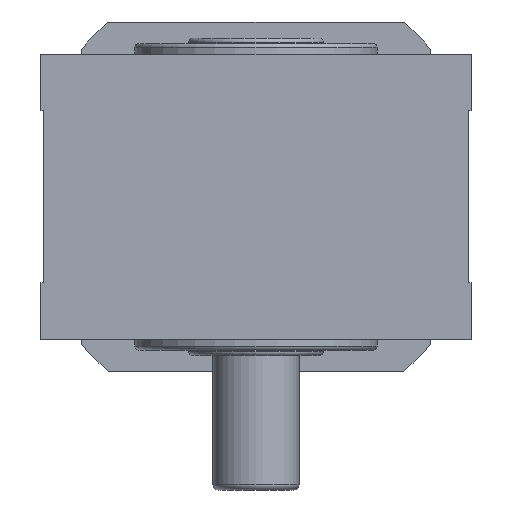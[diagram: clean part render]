
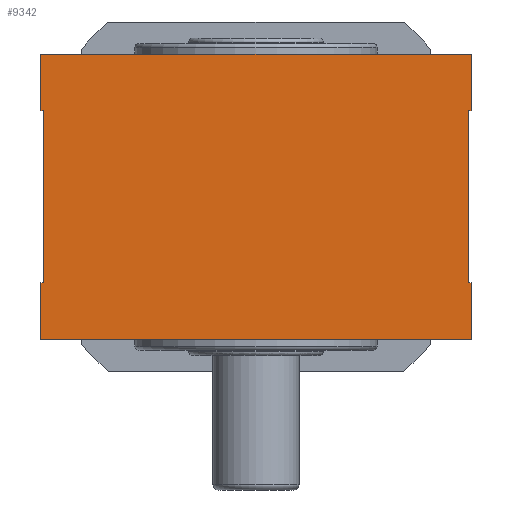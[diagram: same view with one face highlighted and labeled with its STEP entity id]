
A CAD part, front view. The second image highlights one B-rep face of the part: STEP entity #9342.
In plain terms, the highlighted planar face has unit normal (0, -1, 0).
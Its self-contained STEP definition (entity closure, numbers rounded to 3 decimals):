
#26=DIRECTION('',(0.,0.,1.));
#27=VECTOR('',#26,21.);
#28=CARTESIAN_POINT('',(-80.,-115.5,-53.));
#29=LINE('',#28,#27);
#64=DIRECTION('',(0.,0.,1.));
#65=VECTOR('',#64,64.);
#66=CARTESIAN_POINT('',(79.,-115.5,-32.));
#67=LINE('',#66,#65);
#68=DIRECTION('',(-1.,0.,0.));
#69=VECTOR('',#68,1.);
#70=CARTESIAN_POINT('',(80.,-115.5,-32.));
#71=LINE('',#70,#69);
#72=DIRECTION('',(0.,0.,1.));
#73=VECTOR('',#72,21.);
#74=CARTESIAN_POINT('',(80.,-115.5,-53.));
#75=LINE('',#74,#73);
#76=DIRECTION('',(-1.,0.,0.));
#77=VECTOR('',#76,1.);
#78=CARTESIAN_POINT('',(-79.,-115.5,-32.));
#79=LINE('',#78,#77);
#80=DIRECTION('',(0.,0.,-1.));
#81=VECTOR('',#80,64.);
#82=CARTESIAN_POINT('',(-79.,-115.5,32.));
#83=LINE('',#82,#81);
#84=DIRECTION('',(1.,0.,0.));
#85=VECTOR('',#84,1.);
#86=CARTESIAN_POINT('',(-80.,-115.5,32.));
#87=LINE('',#86,#85);
#88=DIRECTION('',(-1.,0.,0.));
#89=VECTOR('',#88,160.);
#90=CARTESIAN_POINT('',(80.,-115.5,53.));
#91=LINE('',#90,#89);
#92=DIRECTION('',(0.,0.,1.));
#93=VECTOR('',#92,21.);
#94=CARTESIAN_POINT('',(80.,-115.5,32.));
#95=LINE('',#94,#93);
#96=DIRECTION('',(1.,0.,0.));
#97=VECTOR('',#96,1.);
#98=CARTESIAN_POINT('',(79.,-115.5,32.));
#99=LINE('',#98,#97);
#1068=DIRECTION('',(0.,0.,1.));
#1069=VECTOR('',#1068,21.);
#1070=CARTESIAN_POINT('',(-80.,-115.5,32.));
#1071=LINE('',#1070,#1069);
#1128=DIRECTION('',(-1.,0.,0.));
#1129=VECTOR('',#1128,160.);
#1130=CARTESIAN_POINT('',(80.,-115.5,-53.));
#1131=LINE('',#1130,#1129);
#7895=CARTESIAN_POINT('',(-80.,-115.5,-53.));
#7897=VERTEX_POINT('',#7895);
#7974=CARTESIAN_POINT('',(79.,-115.5,-32.));
#7975=CARTESIAN_POINT('',(79.,-115.5,32.));
#7976=VERTEX_POINT('',#7974);
#7977=VERTEX_POINT('',#7975);
#8160=CARTESIAN_POINT('',(80.,-115.5,32.));
#8161=CARTESIAN_POINT('',(80.,-115.5,53.));
#8162=VERTEX_POINT('',#8160);
#8163=VERTEX_POINT('',#8161);
#8408=CARTESIAN_POINT('',(80.,-115.5,-32.));
#8409=VERTEX_POINT('',#8408);
#8435=CARTESIAN_POINT('',(-80.,-115.5,32.));
#8436=CARTESIAN_POINT('',(-79.,-115.5,32.));
#8437=VERTEX_POINT('',#8435);
#8438=VERTEX_POINT('',#8436);
#8715=CARTESIAN_POINT('',(-80.,-115.5,53.));
#8716=VERTEX_POINT('',#8715);
#8744=CARTESIAN_POINT('',(-80.,-115.5,-32.));
#8745=VERTEX_POINT('',#8744);
#8881=CARTESIAN_POINT('',(80.,-115.5,-53.));
#8882=VERTEX_POINT('',#8881);
#8883=CARTESIAN_POINT('',(-79.,-115.5,-32.));
#8884=VERTEX_POINT('',#8883);
#9315=CARTESIAN_POINT('',(80.,-115.5,53.));
#9316=DIRECTION('',(0.,1.,0.));
#9317=DIRECTION('',(0.,0.,1.));
#9318=AXIS2_PLACEMENT_3D('',#9315,#9316,#9317);
#9319=PLANE('',#9318);
#9321=ORIENTED_EDGE('',*,*,#9320,.F.);
#9323=ORIENTED_EDGE('',*,*,#9322,.F.);
#9325=ORIENTED_EDGE('',*,*,#9324,.F.);
#9327=ORIENTED_EDGE('',*,*,#9326,.T.);
#9328=ORIENTED_EDGE('',*,*,#9287,.T.);
#9329=ORIENTED_EDGE('',*,*,#9277,.F.);
#9330=ORIENTED_EDGE('',*,*,#9262,.F.);
#9331=ORIENTED_EDGE('',*,*,#9247,.F.);
#9333=ORIENTED_EDGE('',*,*,#9332,.T.);
#9335=ORIENTED_EDGE('',*,*,#9334,.F.);
#9337=ORIENTED_EDGE('',*,*,#9336,.F.);
#9339=ORIENTED_EDGE('',*,*,#9338,.F.);
#9340=EDGE_LOOP('',(#9321,#9323,#9325,#9327,#9328,#9329,#9330,#9331,#9333,#9335,
#9337,#9339));
#9341=FACE_OUTER_BOUND('',#9340,.F.);
#9342=ADVANCED_FACE('',(#9341),#9319,.F.);
#9247=EDGE_CURVE('',#8437,#8438,#87,.T.);
#9262=EDGE_CURVE('',#8438,#8884,#83,.T.);
#9277=EDGE_CURVE('',#8884,#8745,#79,.T.);
#9287=EDGE_CURVE('',#7897,#8745,#29,.T.);
#9320=EDGE_CURVE('',#7976,#7977,#67,.T.);
#9322=EDGE_CURVE('',#8409,#7976,#71,.T.);
#9324=EDGE_CURVE('',#8882,#8409,#75,.T.);
#9326=EDGE_CURVE('',#8882,#7897,#1131,.T.);
#9332=EDGE_CURVE('',#8437,#8716,#1071,.T.);
#9334=EDGE_CURVE('',#8163,#8716,#91,.T.);
#9336=EDGE_CURVE('',#8162,#8163,#95,.T.);
#9338=EDGE_CURVE('',#7977,#8162,#99,.T.);
